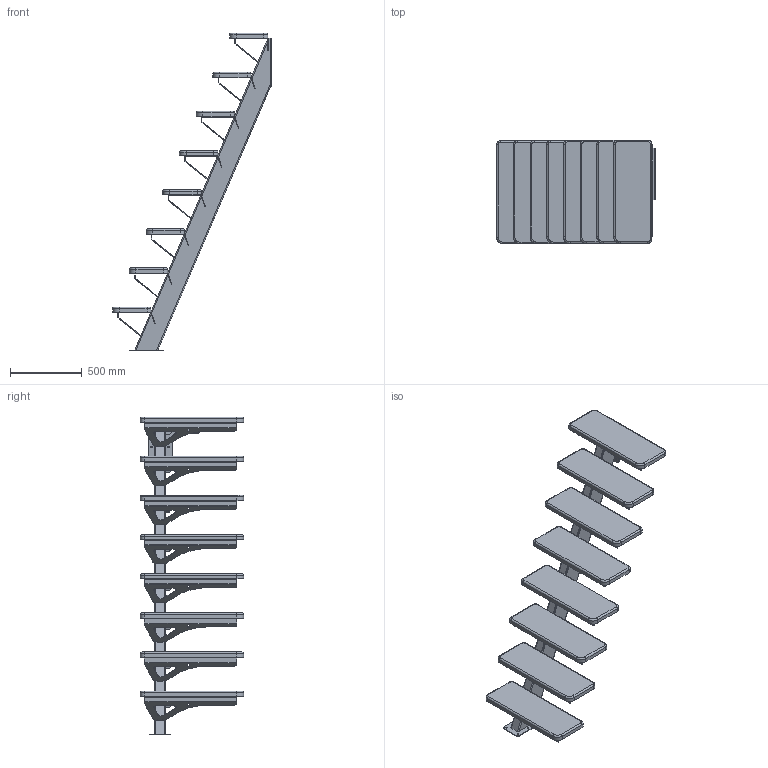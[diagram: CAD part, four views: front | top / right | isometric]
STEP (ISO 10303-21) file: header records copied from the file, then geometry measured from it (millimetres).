
FILE_DESCRIPTION(('FreeCAD Model'),'2;1');
FILE_NAME('Open CASCADE Shape Model','2025-05-01T07:35:30',('FreeCAD'),( 'FreeCAD'),'Open CASCADE STEP processor 7.6','FreeCAD','Unknown');
FILE_SCHEMA(('AUTOMOTIVE_DESIGN { 1 0 10303 214 1 1 1 1 }'));
Products named in the file (1): Open CASCADE STEP translator 7.6 1
Bounding box: 1107.55 x 719.91 x 2217.87 mm (x, y, z)
Volume: 64335687.4 mm3; surface area: 8747504.5 mm2
Topology: 19 solids, 19 shells, 1903 faces, 5206 edges, 3276 vertices
Faces by surface type: bspline 1903
Entity records: 88472 total; most frequent: CARTESIAN_POINT 58445, ORIENTED_EDGE 10412, EDGE_CURVE 5206, B_SPLINE_CURVE_WITH_KNOTS 3622, VERTEX_POINT 3276, FACE_BOUND 2270, EDGE_LOOP 2270, ADVANCED_FACE 1903
